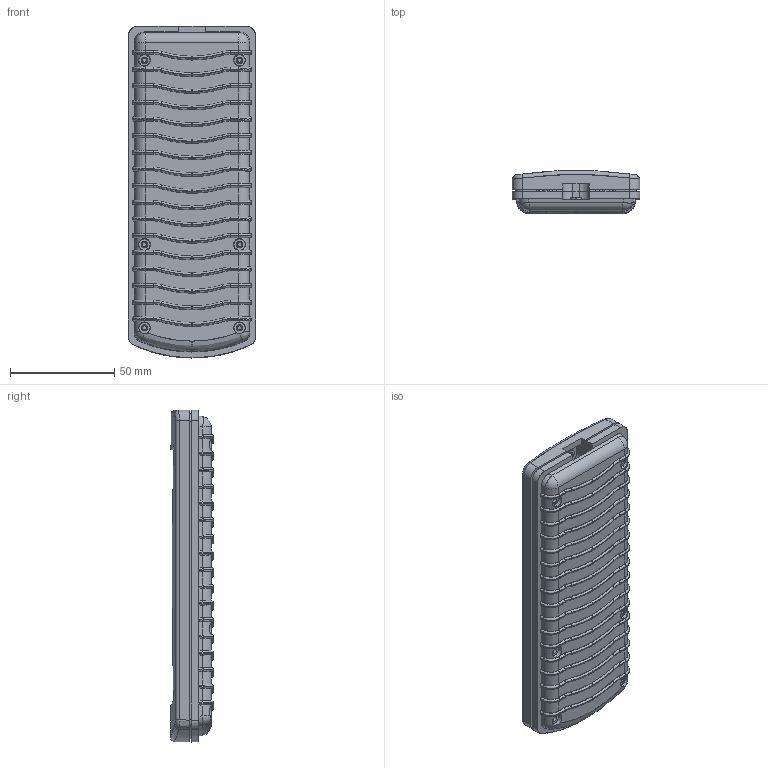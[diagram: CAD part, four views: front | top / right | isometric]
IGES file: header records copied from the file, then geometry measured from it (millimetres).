
Start section: SolidWorks IGES file using analytic representation for surfaces
Global section: file name: KM-120.IGS; native system: SolidWorks 2009; preprocessor: SolidWorks 2009; author: uki; date: 120520.214810; units: millimetre
Bounding box: 61.3 x 20.5 x 159.5 mm (x, y, z)
Surface area: 55285.1 mm2 (no closed solid volume)
Topology: 0 solids, 0 shells, 997 faces, 11039 edges, 11039 vertices
Faces by surface type: bspline 509, revolution 488
